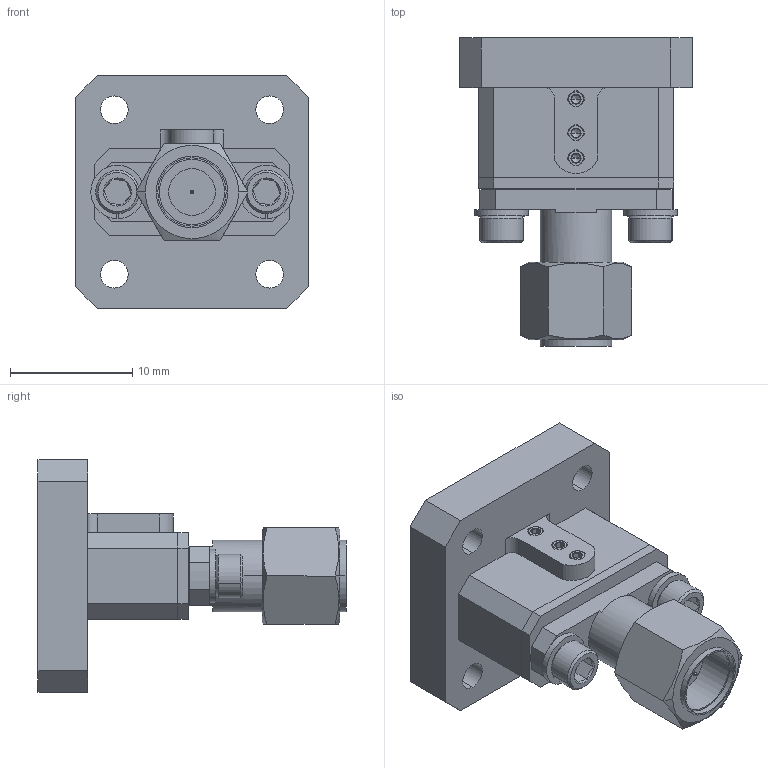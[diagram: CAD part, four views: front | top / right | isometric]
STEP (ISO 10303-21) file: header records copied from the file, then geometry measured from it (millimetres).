
FILE_DESCRIPTION (( 'STEP AP203' ), '1' );
FILE_NAME ('SWC-28KM-E1-T.STEP', '2018-11-03T00:27:40', ( '' ), ( '' ), 'SwSTEP 2.0', 'SolidWorks 2016', '' );
FILE_SCHEMA (( 'CONFIG_CONTROL_DESIGN' ));
Length unit declared in the file: inch
Products named in the file (1): SWC-28KM-E1-T
Bounding box: 19.05 x 25.2 x 19.05 mm (x, y, z)
Volume: 2863.8 mm3; surface area: 2822 mm2
Topology: 12 solids, 12 shells, 664 faces, 1638 edges, 1000 vertices
Faces by surface type: cylinder 300, cone 223, plane 137, bspline 4
Entity records: 23246 total; most frequent: CARTESIAN_POINT 8685, ORIENTED_EDGE 3228, DIRECTION 2763, EDGE_CURVE 1614, AXIS2_PLACEMENT_3D 1040, VERTEX_POINT 1000, EDGE_LOOP 706, LINE 683
